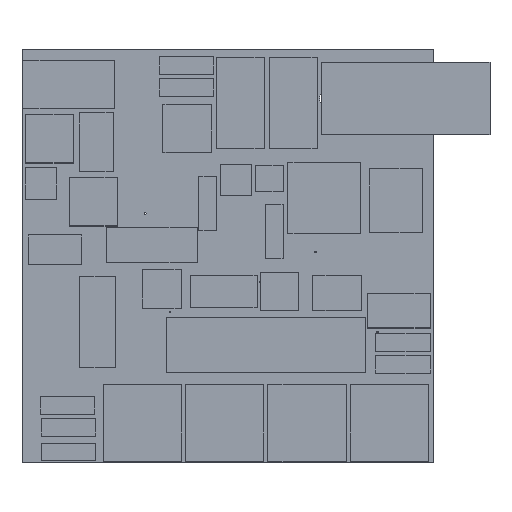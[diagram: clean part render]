
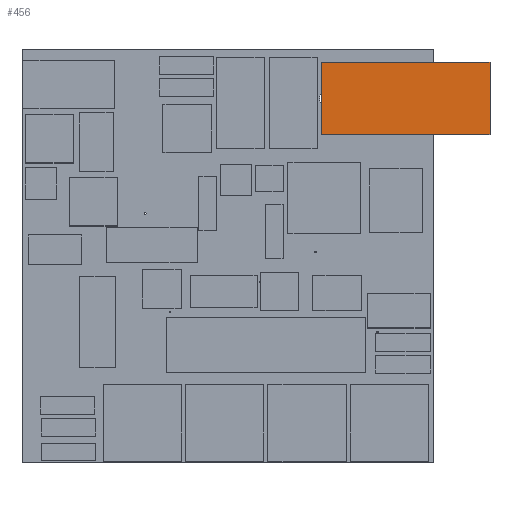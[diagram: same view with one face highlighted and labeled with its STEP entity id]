
A CAD part, top view. The second image highlights one B-rep face of the part: STEP entity #456.
In plain terms, the highlighted planar face has unit normal (0, 0, 1).
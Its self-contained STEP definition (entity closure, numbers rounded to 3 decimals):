
#456 = ADVANCED_FACE ( 'NONE', ( #10382 ), #14561, .T. ) ;
#803 = DIRECTION ( 'NONE',  ( 1., 0., 0. ) ) ;
#1098 = ORIENTED_EDGE ( 'NONE', *, *, #2930, .T. ) ;
#1498 = ORIENTED_EDGE ( 'NONE', *, *, #11321, .T. ) ;
#1630 = EDGE_CURVE ( 'NONE', #5939, #2347, #11721, .T. ) ;
#1885 = DIRECTION ( 'NONE',  ( 0., -1., 0. ) ) ;
#2347 = VERTEX_POINT ( 'NONE', #2897 ) ;
#2687 = AXIS2_PLACEMENT_3D ( 'NONE', #5168, #13320, #803 ) ;
#2897 = CARTESIAN_POINT ( 'NONE',  ( 54.683, -26.903, 10.391 ) ) ;
#2930 = EDGE_CURVE ( 'NONE', #11970, #4984, #3414, .T. ) ;
#3411 = CARTESIAN_POINT ( 'NONE',  ( 54.683, -26.903, 10.391 ) ) ;
#3414 = LINE ( 'NONE', #15740, #3781 ) ;
#3537 = CARTESIAN_POINT ( 'NONE',  ( 85.377, -40.097, 10.391 ) ) ;
#3781 = VECTOR ( 'NONE', #8782, 1000. ) ;
#4984 = VERTEX_POINT ( 'NONE', #15174 ) ;
#5168 = CARTESIAN_POINT ( 'NONE',  ( 0., 0., 10.391 ) ) ;
#5939 = VERTEX_POINT ( 'NONE', #12874 ) ;
#6725 = VECTOR ( 'NONE', #10036, 1000. ) ;
#7332 = EDGE_LOOP ( 'NONE', ( #9923, #17587, #1498, #1098 ) ) ;
#7445 = VECTOR ( 'NONE', #14431, 1000. ) ;
#8782 = DIRECTION ( 'NONE',  ( 1., 0., 0. ) ) ;
#9923 = ORIENTED_EDGE ( 'NONE', *, *, #11636, .T. ) ;
#10036 = DIRECTION ( 'NONE',  ( -1., 0., 0. ) ) ;
#10382 = FACE_OUTER_BOUND ( 'NONE', #7332, .T. ) ;
#11321 = EDGE_CURVE ( 'NONE', #2347, #11970, #14128, .T. ) ;
#11636 = EDGE_CURVE ( 'NONE', #4984, #5939, #15780, .T. ) ;
#11721 = LINE ( 'NONE', #17080, #6725 ) ;
#11970 = VERTEX_POINT ( 'NONE', #13426 ) ;
#12874 = CARTESIAN_POINT ( 'NONE',  ( 85.377, -26.903, 10.391 ) ) ;
#13320 = DIRECTION ( 'NONE',  ( 0., 0., 1. ) ) ;
#13426 = CARTESIAN_POINT ( 'NONE',  ( 54.683, -40.097, 10.391 ) ) ;
#14128 = LINE ( 'NONE', #3411, #14831 ) ;
#14431 = DIRECTION ( 'NONE',  ( 0., 1., 0. ) ) ;
#14561 = PLANE ( 'NONE',  #2687 ) ;
#14831 = VECTOR ( 'NONE', #1885, 1000. ) ;
#15174 = CARTESIAN_POINT ( 'NONE',  ( 85.377, -40.097, 10.391 ) ) ;
#15740 = CARTESIAN_POINT ( 'NONE',  ( 54.683, -40.097, 10.391 ) ) ;
#15780 = LINE ( 'NONE', #3537, #7445 ) ;
#17080 = CARTESIAN_POINT ( 'NONE',  ( 85.377, -26.903, 10.391 ) ) ;
#17587 = ORIENTED_EDGE ( 'NONE', *, *, #1630, .T. ) ;
